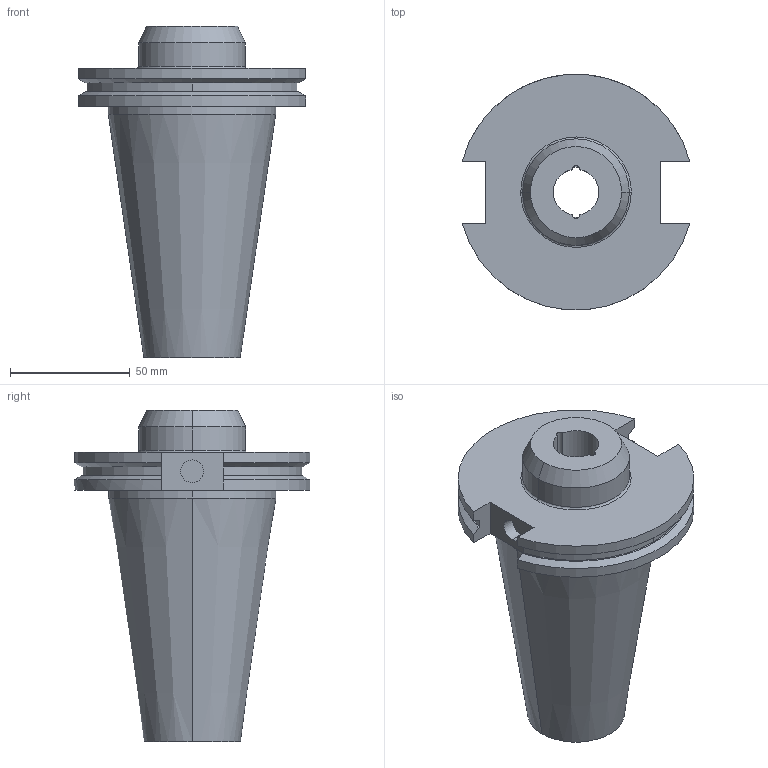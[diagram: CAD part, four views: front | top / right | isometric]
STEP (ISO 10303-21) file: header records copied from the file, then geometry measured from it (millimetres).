
FILE_DESCRIPTION (( 'STEP AP203' ), '1' );
FILE_NAME ('STP-SATE-22941-1.44B.STEP', '2018-08-27T02:20:53', ( '' ), ( '' ), 'SwSTEP 2.0', 'SolidWorks 2015', '' );
FILE_SCHEMA (( 'CONFIG_CONTROL_DESIGN' ));
Length unit declared in the file: millimetre
Products named in the file (1): STP-SATE-22941-1.44B
Bounding box: 94.95 x 98.24 x 138.18 mm (x, y, z)
Volume: 338153.3 mm3; surface area: 47760.2 mm2
Topology: 1 solids, 1 shells, 59 faces, 143 edges, 92 vertices
Faces by surface type: cylinder 26, plane 18, cone 13, bspline 2
Entity records: 2222 total; most frequent: CARTESIAN_POINT 727, DIRECTION 313, ORIENTED_EDGE 286, EDGE_CURVE 143, AXIS2_PLACEMENT_3D 124, VERTEX_POINT 92, EDGE_LOOP 67, CIRCLE 66
